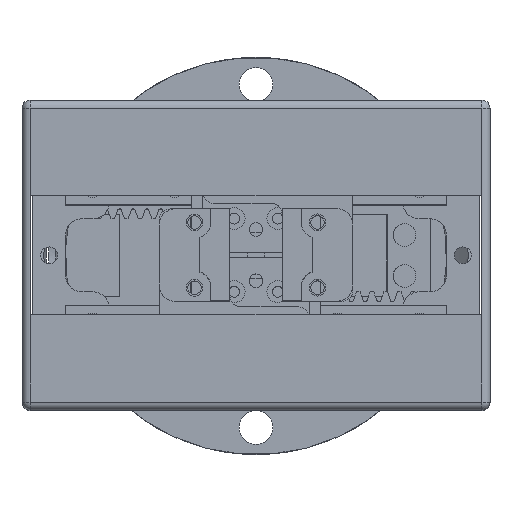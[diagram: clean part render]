
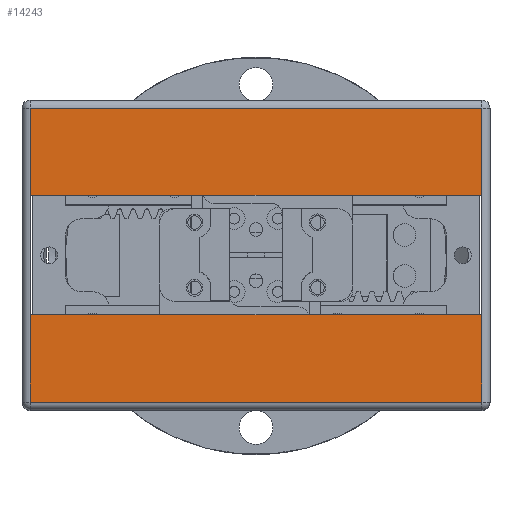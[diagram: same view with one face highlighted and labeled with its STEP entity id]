
A CAD part, top view. The second image highlights one B-rep face of the part: STEP entity #14243.
In plain terms, the highlighted planar face has unit normal (0, 0, 1).
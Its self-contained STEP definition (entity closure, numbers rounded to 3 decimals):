
#834=FACE_BOUND('',#3037,.T.);
#2084=FACE_OUTER_BOUND('',#3036,.T.);
#3036=EDGE_LOOP('',(#12930,#12931,#12932,#12933));
#3037=EDGE_LOOP('',(#12934,#12935,#12936,#12937));
#4316=LINE('',#35848,#5665);
#4318=LINE('',#35856,#5667);
#4320=LINE('',#35866,#5669);
#4322=LINE('',#35875,#5671);
#4330=LINE('',#35901,#5679);
#4331=LINE('',#35903,#5680);
#4332=LINE('',#35905,#5681);
#4333=LINE('',#35906,#5682);
#5665=VECTOR('',#19367,10.);
#5667=VECTOR('',#19375,10.);
#5669=VECTOR('',#19387,10.);
#5671=VECTOR('',#19399,10.);
#5679=VECTOR('',#19429,10.);
#5680=VECTOR('',#19430,10.);
#5681=VECTOR('',#19431,10.);
#5682=VECTOR('',#19432,10.);
#7033=VERTEX_POINT('',#35841);
#7036=VERTEX_POINT('',#35846);
#7037=VERTEX_POINT('',#35850);
#7040=VERTEX_POINT('',#35860);
#7050=VERTEX_POINT('',#35899);
#7051=VERTEX_POINT('',#35900);
#7052=VERTEX_POINT('',#35902);
#7053=VERTEX_POINT('',#35904);
#9001=EDGE_CURVE('',#7036,#7033,#4316,.T.);
#9005=EDGE_CURVE('',#7033,#7037,#4318,.T.);
#9010=EDGE_CURVE('',#7037,#7040,#4320,.T.);
#9015=EDGE_CURVE('',#7040,#7036,#4322,.T.);
#9027=EDGE_CURVE('',#7050,#7051,#4330,.F.);
#9028=EDGE_CURVE('',#7051,#7052,#4331,.T.);
#9029=EDGE_CURVE('',#7052,#7053,#4332,.F.);
#9030=EDGE_CURVE('',#7053,#7050,#4333,.T.);
#12930=ORIENTED_EDGE('',*,*,#9001,.F.);
#12931=ORIENTED_EDGE('',*,*,#9015,.F.);
#12932=ORIENTED_EDGE('',*,*,#9010,.F.);
#12933=ORIENTED_EDGE('',*,*,#9005,.F.);
#12934=ORIENTED_EDGE('',*,*,#9027,.T.);
#12935=ORIENTED_EDGE('',*,*,#9028,.T.);
#12936=ORIENTED_EDGE('',*,*,#9029,.T.);
#12937=ORIENTED_EDGE('',*,*,#9030,.T.);
#13517=PLANE('',#15670);
#14243=ADVANCED_FACE('',(#2084,#834),#13517,.T.);
#15670=AXIS2_PLACEMENT_3D('',#35898,#19427,#19428);
#19367=DIRECTION('',(0.,1.,0.));
#19375=DIRECTION('',(1.,0.,0.));
#19387=DIRECTION('',(0.,-1.,0.));
#19399=DIRECTION('',(-1.,0.,0.));
#19427=DIRECTION('center_axis',(0.,0.,1.));
#19428=DIRECTION('ref_axis',(1.,0.,0.));
#19429=DIRECTION('',(0.,1.,0.));
#19430=DIRECTION('',(-1.,0.,0.));
#19431=DIRECTION('',(0.,-1.,0.));
#19432=DIRECTION('',(1.,0.,0.));
#35841=CARTESIAN_POINT('',(-47.5,27.,42.562));
#35846=CARTESIAN_POINT('',(-47.5,-27.,42.562));
#35848=CARTESIAN_POINT('',(-47.5,14.25,42.562));
#35850=CARTESIAN_POINT('',(35.5,27.,42.562));
#35856=CARTESIAN_POINT('',(15.5,27.,42.562));
#35860=CARTESIAN_POINT('',(35.5,-27.,42.562));
#35866=CARTESIAN_POINT('',(35.5,-14.25,42.562));
#35875=CARTESIAN_POINT('',(-27.5,-27.,42.562));
#35898=CARTESIAN_POINT('Origin',(-6.,0.,
42.562));
#35899=CARTESIAN_POINT('',(35.4,11.,42.562));
#35900=CARTESIAN_POINT('',(35.4,-11.,42.562));
#35901=CARTESIAN_POINT('',(35.4,5.5,42.562));
#35902=CARTESIAN_POINT('',(-47.4,-11.,42.562));
#35903=CARTESIAN_POINT('',(-47.,-11.,42.562));
#35904=CARTESIAN_POINT('',(-47.4,11.,42.562));
#35905=CARTESIAN_POINT('',(-47.4,-5.5,42.562));
#35906=CARTESIAN_POINT('',(35.,11.,42.562));
